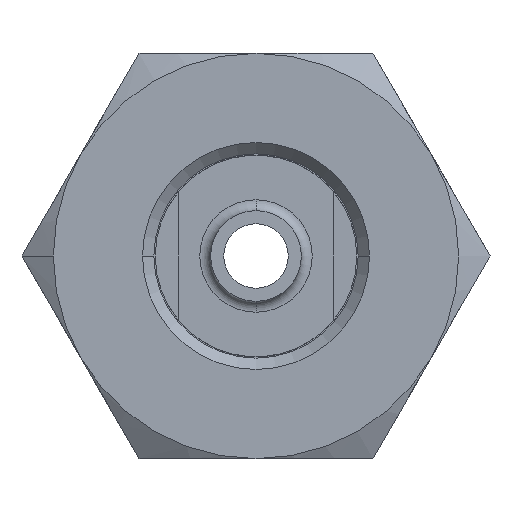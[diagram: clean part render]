
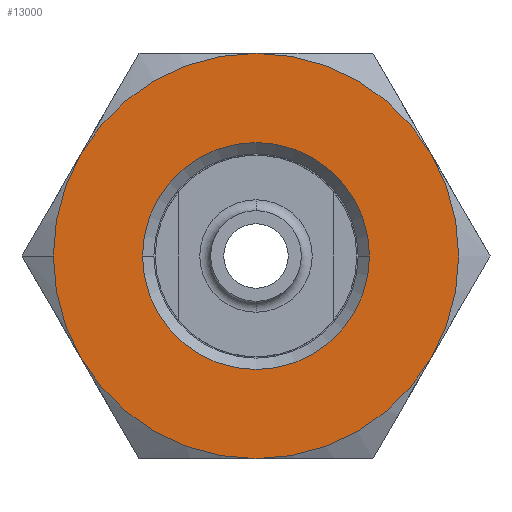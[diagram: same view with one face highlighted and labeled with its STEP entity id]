
A CAD part, left-side view. The second image highlights one B-rep face of the part: STEP entity #13000.
In plain terms, the highlighted planar face has unit normal (-1, 0, 0).
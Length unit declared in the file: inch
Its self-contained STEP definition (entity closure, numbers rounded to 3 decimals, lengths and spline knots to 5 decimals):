
#48 = VERTEX_POINT ( 'NONE', #3353 ) ;
#231 = ORIENTED_EDGE ( 'NONE', *, *, #5055, .F. ) ;
#276 = CIRCLE ( 'NONE', #4040, 0.5625 ) ;
#339 = CARTESIAN_POINT ( 'NONE',  ( -1.1325, 0., 0. ) ) ;
#447 = DIRECTION ( 'NONE',  ( 0., 1., 0. ) ) ;
#454 = DIRECTION ( 'NONE',  ( 0., 1., 0. ) ) ;
#485 = ORIENTED_EDGE ( 'NONE', *, *, #8808, .T. ) ;
#617 = AXIS2_PLACEMENT_3D ( 'NONE', #1682, #10857, #12828 ) ;
#645 = DIRECTION ( 'NONE',  ( 1., 0., 0. ) ) ;
#1111 = ORIENTED_EDGE ( 'NONE', *, *, #4373, .F. ) ;
#1131 = EDGE_LOOP ( 'NONE', ( #485, #7879 ) ) ;
#1259 = CARTESIAN_POINT ( 'NONE',  ( -1.1325, -0.315, 0. ) ) ;
#1367 = CARTESIAN_POINT ( 'NONE',  ( -1.1325, 0., 0. ) ) ;
#1525 = EDGE_CURVE ( 'NONE', #2941, #12281, #3297, .T. ) ;
#1586 = DIRECTION ( 'NONE',  ( 0., 1., 0. ) ) ;
#1682 = CARTESIAN_POINT ( 'NONE',  ( -1.1325, 0., 0. ) ) ;
#2284 = CIRCLE ( 'NONE', #12225, 0.315 ) ;
#2420 = EDGE_CURVE ( 'NONE', #5142, #10655, #12118, .T. ) ;
#2455 = DIRECTION ( 'NONE',  ( 1., 0., 0. ) ) ;
#2677 = DIRECTION ( 'NONE',  ( 0., 1., 0. ) ) ;
#2941 = VERTEX_POINT ( 'NONE', #10912 ) ;
#3180 = ORIENTED_EDGE ( 'NONE', *, *, #9342, .F. ) ;
#3208 = CARTESIAN_POINT ( 'NONE',  ( -1.1325, -0.48714, 0.28125 ) ) ;
#3237 = DIRECTION ( 'NONE',  ( 0., 1., 0. ) ) ;
#3297 = CIRCLE ( 'NONE', #4648, 0.5625 ) ;
#3353 = CARTESIAN_POINT ( 'NONE',  ( -1.1325, 0.48714, -0.28125 ) ) ;
#3539 = DIRECTION ( 'NONE',  ( 1., 0., 0. ) ) ;
#3677 = DIRECTION ( 'NONE',  ( 1., 0., 0. ) ) ;
#3687 = ORIENTED_EDGE ( 'NONE', *, *, #1525, .F. ) ;
#3766 = CARTESIAN_POINT ( 'NONE',  ( -1.1325, 0., 0. ) ) ;
#3965 = CARTESIAN_POINT ( 'NONE',  ( -1.1325, 0.315, 0. ) ) ;
#4040 = AXIS2_PLACEMENT_3D ( 'NONE', #8449, #5378, #3237 ) ;
#4373 = EDGE_CURVE ( 'NONE', #12349, #5142, #4562, .T. ) ;
#4455 = CARTESIAN_POINT ( 'NONE',  ( -1.1325, 0., 0. ) ) ;
#4562 = CIRCLE ( 'NONE', #617, 0.5625 ) ;
#4648 = AXIS2_PLACEMENT_3D ( 'NONE', #339, #6469, #6370 ) ;
#4661 = VERTEX_POINT ( 'NONE', #1259 ) ;
#4878 = CARTESIAN_POINT ( 'NONE',  ( -1.1325, 0., 0.5625 ) ) ;
#4975 = DIRECTION ( 'NONE',  ( 0., -1., 0. ) ) ;
#5055 = EDGE_CURVE ( 'NONE', #12281, #12349, #11436, .T. ) ;
#5101 = ORIENTED_EDGE ( 'NONE', *, *, #13173, .F. ) ;
#5117 = VERTEX_POINT ( 'NONE', #10935 ) ;
#5142 = VERTEX_POINT ( 'NONE', #3208 ) ;
#5233 = EDGE_CURVE ( 'NONE', #6028, #4661, #2284, .T. ) ;
#5378 = DIRECTION ( 'NONE',  ( 1., 0., 0. ) ) ;
#5400 = AXIS2_PLACEMENT_3D ( 'NONE', #3766, #3677, #2677 ) ;
#5628 = CIRCLE ( 'NONE', #10566, 0.315 ) ;
#5772 = EDGE_LOOP ( 'NONE', ( #231, #3687, #8881, #3180, #5101, #6258, #1111 ) ) ;
#6028 = VERTEX_POINT ( 'NONE', #6406 ) ;
#6258 = ORIENTED_EDGE ( 'NONE', *, *, #2420, .F. ) ;
#6343 = FACE_BOUND ( 'NONE', #1131, .T. ) ;
#6370 = DIRECTION ( 'NONE',  ( 0., 1., 0. ) ) ;
#6406 = CARTESIAN_POINT ( 'NONE',  ( -1.1325, 0.315, 0. ) ) ;
#6421 = DIRECTION ( 'NONE',  ( 1., 0., 0. ) ) ;
#6469 = DIRECTION ( 'NONE',  ( 1., 0., 0. ) ) ;
#6618 = AXIS2_PLACEMENT_3D ( 'NONE', #11940, #11896, #454 ) ;
#6623 = DIRECTION ( 'NONE',  ( 0., 1., 0. ) ) ;
#7879 = ORIENTED_EDGE ( 'NONE', *, *, #5233, .T. ) ;
#8106 = CARTESIAN_POINT ( 'NONE',  ( -1.1325, 0., 0. ) ) ;
#8310 = FACE_OUTER_BOUND ( 'NONE', #5772, .T. ) ;
#8449 = CARTESIAN_POINT ( 'NONE',  ( -1.1325, 0., 0. ) ) ;
#8808 = EDGE_CURVE ( 'NONE', #4661, #6028, #5628, .T. ) ;
#8850 = CIRCLE ( 'NONE', #6618, 0.5625 ) ;
#8881 = ORIENTED_EDGE ( 'NONE', *, *, #12917, .F. ) ;
#9150 = CARTESIAN_POINT ( 'NONE',  ( -1.1325, -0.48714, -0.28125 ) ) ;
#9342 = EDGE_CURVE ( 'NONE', #5117, #48, #8850, .T. ) ;
#9407 = CIRCLE ( 'NONE', #5400, 0.5625 ) ;
#9884 = DIRECTION ( 'NONE',  ( 0., 1., 0. ) ) ;
#10117 = PLANE ( 'NONE',  #11971 ) ;
#10566 = AXIS2_PLACEMENT_3D ( 'NONE', #11659, #2455, #447 ) ;
#10655 = VERTEX_POINT ( 'NONE', #9150 ) ;
#10857 = DIRECTION ( 'NONE',  ( 1., 0., 0. ) ) ;
#10867 = AXIS2_PLACEMENT_3D ( 'NONE', #4455, #6421, #1586 ) ;
#10912 = CARTESIAN_POINT ( 'NONE',  ( -1.1325, 0.5625, 0. ) ) ;
#10935 = CARTESIAN_POINT ( 'NONE',  ( -1.1325, 0., -0.5625 ) ) ;
#11136 = DIRECTION ( 'NONE',  ( -1., 0., 0. ) ) ;
#11436 = CIRCLE ( 'NONE', #10867, 0.5625 ) ;
#11659 = CARTESIAN_POINT ( 'NONE',  ( -1.1325, 0., 0. ) ) ;
#11896 = DIRECTION ( 'NONE',  ( 1., 0., 0. ) ) ;
#11940 = CARTESIAN_POINT ( 'NONE',  ( -1.1325, 0., 0. ) ) ;
#11971 = AXIS2_PLACEMENT_3D ( 'NONE', #3965, #11136, #4975 ) ;
#12118 = CIRCLE ( 'NONE', #13001, 0.5625 ) ;
#12225 = AXIS2_PLACEMENT_3D ( 'NONE', #1367, #3539, #6623 ) ;
#12281 = VERTEX_POINT ( 'NONE', #13182 ) ;
#12349 = VERTEX_POINT ( 'NONE', #4878 ) ;
#12828 = DIRECTION ( 'NONE',  ( 0., 1., 0. ) ) ;
#12917 = EDGE_CURVE ( 'NONE', #48, #2941, #9407, .T. ) ;
#13000 = ADVANCED_FACE ( 'NONE', ( #6343, #8310 ), #10117, .T. ) ;
#13001 = AXIS2_PLACEMENT_3D ( 'NONE', #8106, #645, #9884 ) ;
#13173 = EDGE_CURVE ( 'NONE', #10655, #5117, #276, .T. ) ;
#13182 = CARTESIAN_POINT ( 'NONE',  ( -1.1325, 0.48714, 0.28125 ) ) ;
